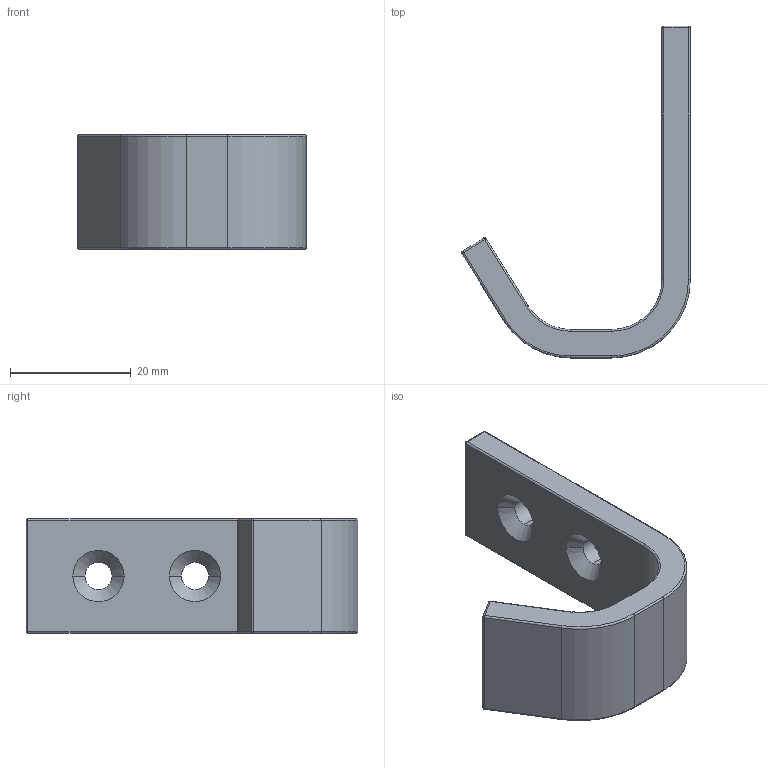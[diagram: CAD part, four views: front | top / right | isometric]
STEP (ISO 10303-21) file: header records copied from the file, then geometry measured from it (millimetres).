
FILE_DESCRIPTION(('Creo Elements/Direct Modeling STEP Export'),'2;1');
FILE_NAME('2314.stp','2022-05-04T 9:58:17',(''),(''),'Creo Elements/Direct Modeling STEP processor for AP214 (Solid Model)','Creo Elements/Direct Modeling 20.0 12-Nov-2016 (C) Parametric Technology GmbH','');
FILE_SCHEMA(('AUTOMOTIVE_DESIGN { 1 0 10303 214 1 1 1 1 }'));
Length unit declared in the file: millimetre
Products named in the file (2): AL-9196
Assembly tree (1 placements, depth 2):
  AL-9196
    AL-9196
Bounding box: 37.89 x 55 x 19 mm (x, y, z)
Volume: 7787.9 mm3; surface area: 4423.3 mm2
Topology: 1 solids, 1 shells, 59 faces, 141 edges, 75 vertices
Faces by surface type: cylinder 28, plane 10, sphere 9, torus 8, cone 4
Entity records: 1618 total; most frequent: DIRECTION 304, ORIENTED_EDGE 264, CARTESIAN_POINT 255, EDGE_CURVE 132, AXIS2_PLACEMENT_3D 124, VERTEX_POINT 75, CIRCLE 63, EDGE_LOOP 63
